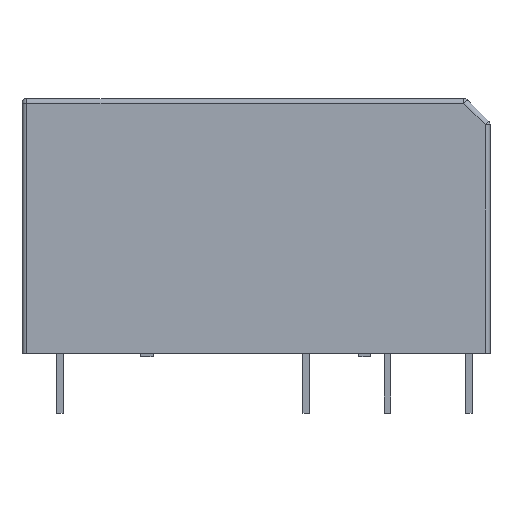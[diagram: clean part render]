
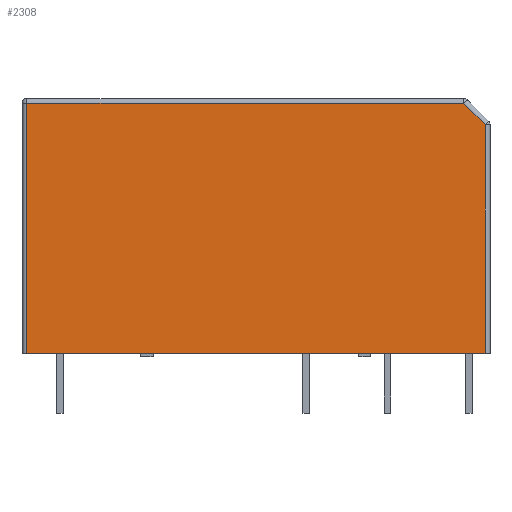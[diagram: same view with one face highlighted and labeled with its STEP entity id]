
A CAD part, top view. The second image highlights one B-rep face of the part: STEP entity #2308.
In plain terms, the highlighted planar face has unit normal (0, 0, 1).
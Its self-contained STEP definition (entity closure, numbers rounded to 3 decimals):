
#2 = CARTESIAN_POINT ( 'NONE',  ( -14.2, 15.7, 6.35 ) ) ;
#13 = LINE ( 'NONE', #1948, #2144 ) ;
#29 = DIRECTION ( 'NONE',  ( -0.707, 0.707, 0. ) ) ;
#114 = FACE_OUTER_BOUND ( 'NONE', #151, .T. ) ;
#151 = EDGE_LOOP ( 'NONE', ( #1226, #2320, #405, #2155, #1140 ) ) ;
#195 = LINE ( 'NONE', #858, #835 ) ;
#214 = DIRECTION ( 'NONE',  ( -1., 0., 0. ) ) ;
#364 = VERTEX_POINT ( 'NONE', #2 ) ;
#405 = ORIENTED_EDGE ( 'NONE', *, *, #1628, .T. ) ;
#687 = DIRECTION ( 'NONE',  ( 0., -1., 0. ) ) ;
#718 = DIRECTION ( 'NONE',  ( 0., 1., 0. ) ) ;
#754 = VERTEX_POINT ( 'NONE', #1943 ) ;
#777 = VECTOR ( 'NONE', #718, 1000. ) ;
#835 = VECTOR ( 'NONE', #29, 1000. ) ;
#854 = EDGE_CURVE ( 'NONE', #754, #911, #2058, .T. ) ;
#858 = CARTESIAN_POINT ( 'NONE',  ( 12.788, 15.788, 6.35 ) ) ;
#877 = PLANE ( 'NONE',  #1273 ) ;
#911 = VERTEX_POINT ( 'NONE', #2150 ) ;
#1058 = LINE ( 'NONE', #1732, #1451 ) ;
#1074 = CARTESIAN_POINT ( 'NONE',  ( 14.5, 16., 6.35 ) ) ;
#1140 = ORIENTED_EDGE ( 'NONE', *, *, #2428, .T. ) ;
#1226 = ORIENTED_EDGE ( 'NONE', *, *, #1735, .F. ) ;
#1273 = AXIS2_PLACEMENT_3D ( 'NONE', #1074, #1277, #1708 ) ;
#1277 = DIRECTION ( 'NONE',  ( 0., 0., -1. ) ) ;
#1451 = VECTOR ( 'NONE', #687, 1000. ) ;
#1500 = CARTESIAN_POINT ( 'NONE',  ( -14.5, 15.7, 6.35 ) ) ;
#1588 = VERTEX_POINT ( 'NONE', #2618 ) ;
#1628 = EDGE_CURVE ( 'NONE', #911, #2077, #195, .T. ) ;
#1708 = DIRECTION ( 'NONE',  ( -1., 0., 0. ) ) ;
#1713 = DIRECTION ( 'NONE',  ( -1., 0., 0. ) ) ;
#1732 = CARTESIAN_POINT ( 'NONE',  ( -14.2, 16., 6.35 ) ) ;
#1735 = EDGE_CURVE ( 'NONE', #754, #1588, #13, .T. ) ;
#1943 = CARTESIAN_POINT ( 'NONE',  ( 14.2, 0.2, 6.35 ) ) ;
#1948 = CARTESIAN_POINT ( 'NONE',  ( 14.5, 0.2, 6.35 ) ) ;
#2058 = LINE ( 'NONE', #2592, #777 ) ;
#2077 = VERTEX_POINT ( 'NONE', #2438 ) ;
#2144 = VECTOR ( 'NONE', #1713, 1000. ) ;
#2150 = CARTESIAN_POINT ( 'NONE',  ( 14.2, 14.376, 6.35 ) ) ;
#2155 = ORIENTED_EDGE ( 'NONE', *, *, #2275, .T. ) ;
#2275 = EDGE_CURVE ( 'NONE', #2077, #364, #2563, .T. ) ;
#2308 = ADVANCED_FACE ( 'NONE', ( #114 ), #877, .F. ) ;
#2320 = ORIENTED_EDGE ( 'NONE', *, *, #854, .T. ) ;
#2428 = EDGE_CURVE ( 'NONE', #364, #1588, #1058, .T. ) ;
#2438 = CARTESIAN_POINT ( 'NONE',  ( 12.876, 15.7, 6.35 ) ) ;
#2563 = LINE ( 'NONE', #1500, #2697 ) ;
#2592 = CARTESIAN_POINT ( 'NONE',  ( 14.2, 16., 6.35 ) ) ;
#2618 = CARTESIAN_POINT ( 'NONE',  ( -14.2, 0.2, 6.35 ) ) ;
#2697 = VECTOR ( 'NONE', #214, 1000. ) ;
